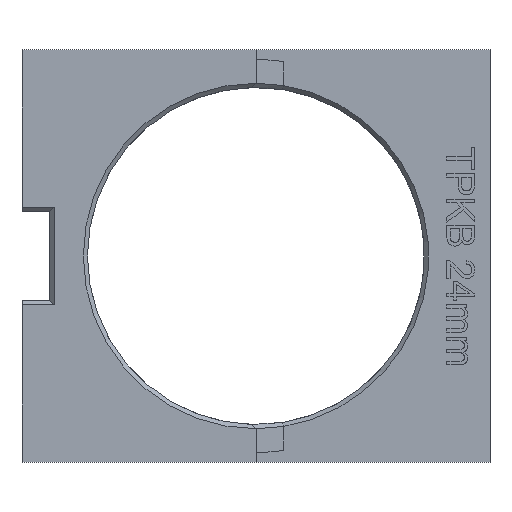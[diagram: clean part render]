
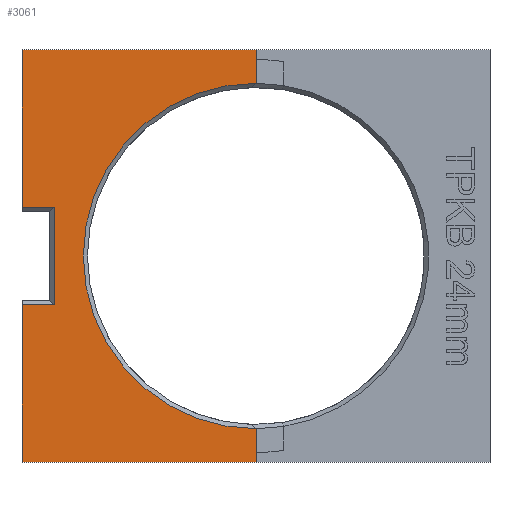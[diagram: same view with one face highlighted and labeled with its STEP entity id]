
A CAD part, left-side view. The second image highlights one B-rep face of the part: STEP entity #3061.
In plain terms, the highlighted planar face has unit normal (-1, 0, 0).
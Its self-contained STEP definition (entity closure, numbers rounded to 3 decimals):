
#2769=CARTESIAN_POINT('',(-85.,-0.,-12.404));
#2770=VERTEX_POINT('',#2769);
#2777=CARTESIAN_POINT('',(-85.,-0.,-14.8));
#2778=VERTEX_POINT('',#2777);
#2779=CARTESIAN_POINT('',(-85.,-0.,-14.8));
#2780=DIRECTION('',(0.,0.,1.));
#2781=VECTOR('',#2780,2.396);
#2782=LINE('',#2779,#2781);
#2783=EDGE_CURVE('',#2778,#2770,#2782,.T.);
#2811=CARTESIAN_POINT('',(-85.,16.8,3.5));
#2812=VERTEX_POINT('',#2811);
#2819=CARTESIAN_POINT('',(-85.,16.8,14.8));
#2820=VERTEX_POINT('',#2819);
#2821=CARTESIAN_POINT('',(-85.,16.8,3.5));
#2822=DIRECTION('',(0.,0.,1.));
#2823=VECTOR('',#2822,11.3);
#2824=LINE('',#2821,#2823);
#2825=EDGE_CURVE('',#2812,#2820,#2824,.T.);
#2951=CARTESIAN_POINT('',(-85.,16.8,-14.8));
#2952=VERTEX_POINT('',#2951);
#2953=CARTESIAN_POINT('',(-85.,16.8,-3.5));
#2954=VERTEX_POINT('',#2953);
#2955=CARTESIAN_POINT('',(-85.,16.8,-14.8));
#2956=DIRECTION('',(0.,0.,1.));
#2957=VECTOR('',#2956,11.3);
#2958=LINE('',#2955,#2957);
#2959=EDGE_CURVE('',#2952,#2954,#2958,.T.);
#2984=CARTESIAN_POINT('',(-85.,0.,0.));
#2985=DIRECTION('',(-1.,0.,0.));
#2986=DIRECTION('',(0.,-0.,-1.));
#2987=AXIS2_PLACEMENT_3D('',#2984,#2985,#2986);
#2988=PLANE('',#2987);
#2989=CARTESIAN_POINT('',(-85.,0.004,-12.4));
#2990=VERTEX_POINT('',#2989);
#2991=CARTESIAN_POINT('',(-85.,0.004,12.4));
#2992=VERTEX_POINT('',#2991);
#2993=CARTESIAN_POINT('',(-85.,0.,0.));
#2994=DIRECTION('',(1.,-0.,-0.));
#2995=DIRECTION('',(0.,0.,1.));
#2996=AXIS2_PLACEMENT_3D('',#2993,#2994,#2995);
#2997=CIRCLE('',#2996,12.4);
#2998=EDGE_CURVE('',#2990,#2992,#2997,.T.);
#2999=ORIENTED_EDGE('',*,*,#2998,.T.);
#3000=CARTESIAN_POINT('',(-85.,0.,12.404));
#3001=VERTEX_POINT('',#3000);
#3002=CARTESIAN_POINT('',(-85.,0.004,12.4));
#3003=DIRECTION('',(-0.,-0.698,0.716));
#3004=VECTOR('',#3003,0.005);
#3005=LINE('',#3002,#3004);
#3006=EDGE_CURVE('',#2992,#3001,#3005,.T.);
#3007=ORIENTED_EDGE('',*,*,#3006,.T.);
#3008=CARTESIAN_POINT('',(-85.,0.,14.8));
#3009=VERTEX_POINT('',#3008);
#3010=CARTESIAN_POINT('',(-85.,0.,12.404));
#3011=DIRECTION('',(0.,0.,1.));
#3012=VECTOR('',#3011,2.396);
#3013=LINE('',#3010,#3012);
#3014=EDGE_CURVE('',#3001,#3009,#3013,.T.);
#3015=ORIENTED_EDGE('',*,*,#3014,.T.);
#3016=CARTESIAN_POINT('',(-85.,16.8,14.8));
#3017=DIRECTION('',(0.,-1.,0.));
#3018=VECTOR('',#3017,16.8);
#3019=LINE('',#3016,#3018);
#3020=EDGE_CURVE('',#2820,#3009,#3019,.T.);
#3021=ORIENTED_EDGE('',*,*,#3020,.F.);
#3022=ORIENTED_EDGE('',*,*,#2825,.F.);
#3023=CARTESIAN_POINT('',(-85.,14.5,3.5));
#3024=VERTEX_POINT('',#3023);
#3025=CARTESIAN_POINT('',(-85.,16.8,3.5));
#3026=DIRECTION('',(0.,-1.,0.));
#3027=VECTOR('',#3026,2.3);
#3028=LINE('',#3025,#3027);
#3029=EDGE_CURVE('',#2812,#3024,#3028,.T.);
#3030=ORIENTED_EDGE('',*,*,#3029,.T.);
#3031=CARTESIAN_POINT('',(-85.,14.5,-3.5));
#3032=VERTEX_POINT('',#3031);
#3033=CARTESIAN_POINT('',(-85.,14.5,3.5));
#3034=DIRECTION('',(0.,-0.,-1.));
#3035=VECTOR('',#3034,7.);
#3036=LINE('',#3033,#3035);
#3037=EDGE_CURVE('',#3024,#3032,#3036,.T.);
#3038=ORIENTED_EDGE('',*,*,#3037,.T.);
#3039=CARTESIAN_POINT('',(-85.,14.5,-3.5));
#3040=DIRECTION('',(0.,1.,0.));
#3041=VECTOR('',#3040,2.3);
#3042=LINE('',#3039,#3041);
#3043=EDGE_CURVE('',#3032,#2954,#3042,.T.);
#3044=ORIENTED_EDGE('',*,*,#3043,.T.);
#3045=ORIENTED_EDGE('',*,*,#2959,.F.);
#3046=CARTESIAN_POINT('',(-85.,16.8,-14.8));
#3047=DIRECTION('',(0.,-1.,0.));
#3048=VECTOR('',#3047,16.8);
#3049=LINE('',#3046,#3048);
#3050=EDGE_CURVE('',#2952,#2778,#3049,.T.);
#3051=ORIENTED_EDGE('',*,*,#3050,.T.);
#3052=ORIENTED_EDGE('',*,*,#2783,.T.);
#3053=CARTESIAN_POINT('',(-85.,0.,-12.404));
#3054=DIRECTION('',(0.,0.698,0.716));
#3055=VECTOR('',#3054,0.005);
#3056=LINE('',#3053,#3055);
#3057=EDGE_CURVE('',#2770,#2990,#3056,.T.);
#3058=ORIENTED_EDGE('',*,*,#3057,.T.);
#3059=EDGE_LOOP('',(#2999,#3007,#3015,#3021,#3022,#3030,#3038,#3044,#3045,#3051,#3052,#3058));
#3060=FACE_BOUND('',#3059,.T.);
#3061=ADVANCED_FACE('',(#3060),#2988,.T.);
